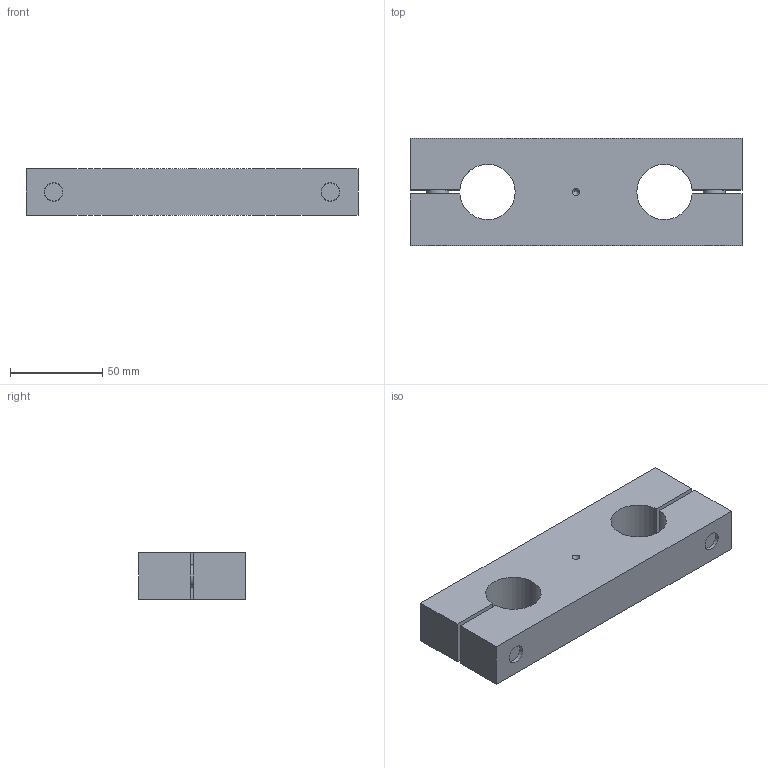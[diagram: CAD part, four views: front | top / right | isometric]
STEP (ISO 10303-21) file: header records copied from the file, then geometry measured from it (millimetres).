
FILE_DESCRIPTION(/* description */ (''),/* implementation_level */ '2;1');
FILE_NAME(/* name */ '191896-0.step',/* time_stamp */ '2021-08-19T15:30:41+02:00',/* author */ ('Muellerj'),/* organization */ (''),/* preprocessor_version */ 'ST-DEVELOPER v18.1',/* originating_system */ 'Autodesk Inventor 2021',/* authorisation */ '');
FILE_SCHEMA (('AUTOMOTIVE_DESIGN { 1 0 10303 214 3 1 1 }'));
Length unit declared in the file: millimetre
Products named in the file (3): MTW_1-00074482; leer; leer_1
Assembly tree (3 placements, depth 2):
  MTW_1-00074482
    leer
    leer_1  x2
Bounding box: 180 x 58 x 25 mm (x, y, z)
Volume: 216412.7 mm3; surface area: 45902 mm2
Topology: 3 solids, 3 shells, 59 faces, 139 edges, 92 vertices
Faces by surface type: plane 34, cylinder 15, cone 6, torus 4
Full cylindrical faces by diameter (mm): 1.6 x1, 10.106 x2, 12 x2, 13.5 x4, 18 x2, 20 x2
Entity records: 1387 total; most frequent: CARTESIAN_POINT 233, DIRECTION 229, ORIENTED_EDGE 202, EDGE_CURVE 101, AXIS2_PLACEMENT_3D 85, VERTEX_POINT 68, EDGE_LOOP 59, LINE 59
